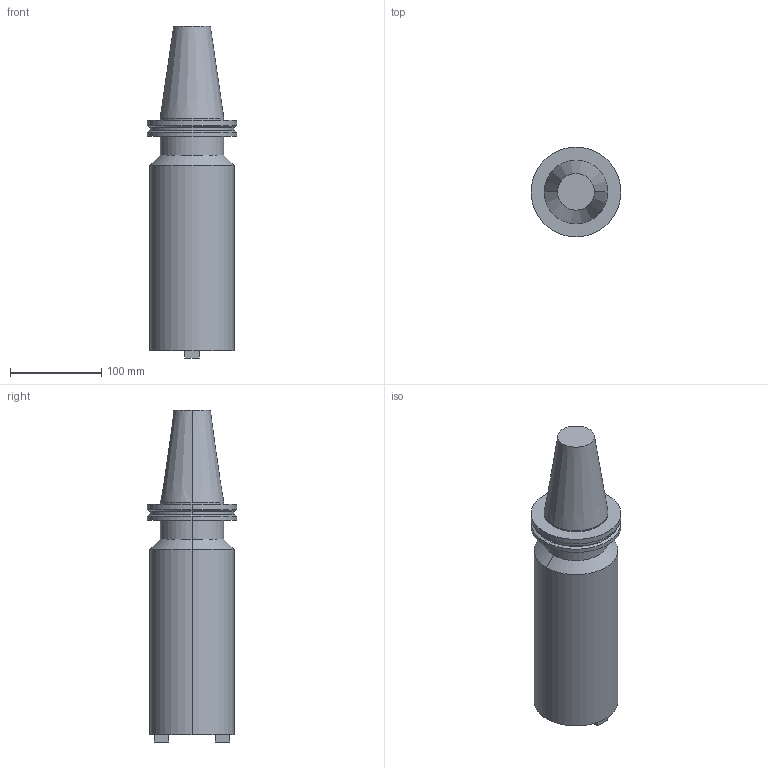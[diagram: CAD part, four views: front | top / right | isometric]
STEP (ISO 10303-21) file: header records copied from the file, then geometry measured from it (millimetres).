
FILE_DESCRIPTION (( 'STEP AP203' ), '1' );
FILE_NAME ('BCV50-SMC1_500-10.stp', '2022-03-03T20:18:44', ( '' ), ( '' ), 'SwSTEP 2.0', 'SolidWorks 2021', '' );
FILE_SCHEMA (( 'CONFIG_CONTROL_DESIGN' ));
Length unit declared in the file: millimetre
Products named in the file (1): BCV50-SMC1_500-10
Bounding box: 98.43 x 98.43 x 363.68 mm (x, y, z)
Volume: 1822500 mm3; surface area: 120641.8 mm2
Topology: 1 solids, 1 shells, 39 faces, 80 edges, 50 vertices
Faces by surface type: plane 17, cylinder 14, cone 8
Entity records: 1105 total; most frequent: DIRECTION 194, CARTESIAN_POINT 170, ORIENTED_EDGE 160, EDGE_CURVE 80, AXIS2_PLACEMENT_3D 74, VERTEX_POINT 50, EDGE_LOOP 46, LINE 46
